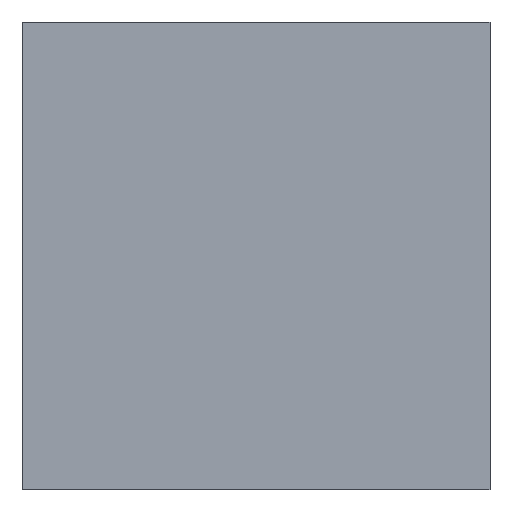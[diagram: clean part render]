
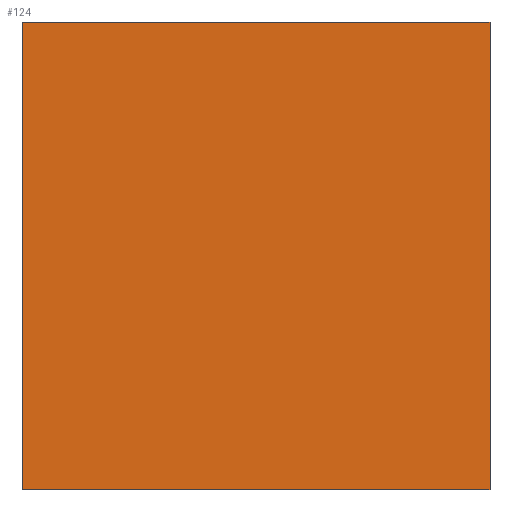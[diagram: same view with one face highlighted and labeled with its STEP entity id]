
A CAD part, front view. The second image highlights one B-rep face of the part: STEP entity #124.
In plain terms, the highlighted planar face has unit normal (0, -1, 0).
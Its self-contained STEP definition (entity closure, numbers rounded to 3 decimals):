
#7 = VECTOR ( 'NONE', #209, 1000. ) ;
#19 = ORIENTED_EDGE ( 'NONE', *, *, #97, .T. ) ;
#27 = DIRECTION ( 'NONE',  ( 0., 1., 0. ) ) ;
#30 = CARTESIAN_POINT ( 'NONE',  ( -6.35, -6.35, 6.35 ) ) ;
#41 = CARTESIAN_POINT ( 'NONE',  ( -6.35, -6.35, 6.35 ) ) ;
#50 = DIRECTION ( 'NONE',  ( 1., 0., 0. ) ) ;
#52 = LINE ( 'NONE', #201, #60 ) ;
#60 = VECTOR ( 'NONE', #50, 1000. ) ;
#68 = CARTESIAN_POINT ( 'NONE',  ( -6.35, -6.35, -6.35 ) ) ;
#70 = ORIENTED_EDGE ( 'NONE', *, *, #173, .T. ) ;
#73 = VECTOR ( 'NONE', #310, 1000. ) ;
#77 = VERTEX_POINT ( 'NONE', #79 ) ;
#79 = CARTESIAN_POINT ( 'NONE',  ( 6.35, -6.35, -6.35 ) ) ;
#95 = CARTESIAN_POINT ( 'NONE',  ( 6.35, -6.35, 6.35 ) ) ;
#97 = EDGE_CURVE ( 'NONE', #311, #77, #52, .T. ) ;
#104 = AXIS2_PLACEMENT_3D ( 'NONE', #30, #27, #178 ) ;
#106 = CARTESIAN_POINT ( 'NONE',  ( -6.35, -6.35, 6.35 ) ) ;
#107 = PLANE ( 'NONE',  #104 ) ;
#118 = ORIENTED_EDGE ( 'NONE', *, *, #127, .F. ) ;
#120 = ORIENTED_EDGE ( 'NONE', *, *, #227, .F. ) ;
#124 = ADVANCED_FACE ( 'NONE', ( #248 ), #107, .F. ) ;
#127 = EDGE_CURVE ( 'NONE', #193, #222, #131, .T. ) ;
#131 = LINE ( 'NONE', #106, #284 ) ;
#135 = CARTESIAN_POINT ( 'NONE',  ( 6.35, -6.35, 6.35 ) ) ;
#173 = EDGE_CURVE ( 'NONE', #193, #311, #252, .T. ) ;
#178 = DIRECTION ( 'NONE',  ( 0., 0., 1. ) ) ;
#193 = VERTEX_POINT ( 'NONE', #41 ) ;
#201 = CARTESIAN_POINT ( 'NONE',  ( -6.35, -6.35, -6.35 ) ) ;
#209 = DIRECTION ( 'NONE',  ( 0., 0., -1. ) ) ;
#211 = LINE ( 'NONE', #135, #73 ) ;
#215 = EDGE_LOOP ( 'NONE', ( #19, #120, #118, #70 ) ) ;
#222 = VERTEX_POINT ( 'NONE', #95 ) ;
#227 = EDGE_CURVE ( 'NONE', #222, #77, #211, .T. ) ;
#248 = FACE_OUTER_BOUND ( 'NONE', #215, .T. ) ;
#252 = LINE ( 'NONE', #306, #7 ) ;
#277 = DIRECTION ( 'NONE',  ( 1., 0., 0. ) ) ;
#284 = VECTOR ( 'NONE', #277, 1000. ) ;
#306 = CARTESIAN_POINT ( 'NONE',  ( -6.35, -6.35, 6.35 ) ) ;
#310 = DIRECTION ( 'NONE',  ( 0., 0., -1. ) ) ;
#311 = VERTEX_POINT ( 'NONE', #68 ) ;
